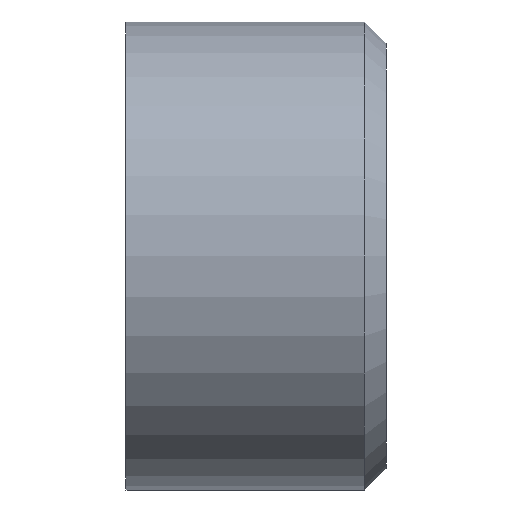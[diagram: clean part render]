
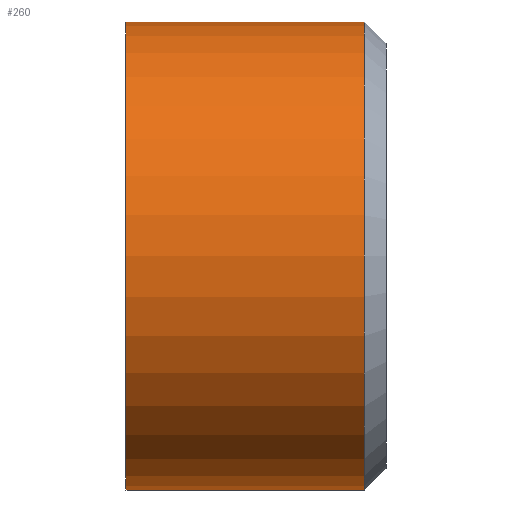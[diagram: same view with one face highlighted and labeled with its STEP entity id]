
A CAD part, left-side view. The second image highlights one B-rep face of the part: STEP entity #260.
In plain terms, the highlighted cylindrical face has radius 5.4 mm (diameter 10.8 mm), a partial arc.
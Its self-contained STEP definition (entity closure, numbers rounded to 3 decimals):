
#2 = VERTEX_POINT ( 'NONE', #170 ) ;
#4 = DIRECTION ( 'NONE',  ( 0., 1., 0. ) ) ;
#10 = CARTESIAN_POINT ( 'NONE',  ( 0., 0.5, -5.4 ) ) ;
#12 = CYLINDRICAL_SURFACE ( 'NONE', #147, 5.4 ) ;
#16 = DIRECTION ( 'NONE',  ( 0., 0., -1. ) ) ;
#20 = LINE ( 'NONE', #196, #296 ) ;
#22 = CARTESIAN_POINT ( 'NONE',  ( 0., 6., 0. ) ) ;
#23 = ORIENTED_EDGE ( 'NONE', *, *, #245, .F. ) ;
#55 = AXIS2_PLACEMENT_3D ( 'NONE', #207, #98, #16 ) ;
#67 = VERTEX_POINT ( 'NONE', #264 ) ;
#92 = VERTEX_POINT ( 'NONE', #10 ) ;
#98 = DIRECTION ( 'NONE',  ( 0., 1., 0. ) ) ;
#99 = CARTESIAN_POINT ( 'NONE',  ( 0., 36.057, 5.4 ) ) ;
#100 = CARTESIAN_POINT ( 'NONE',  ( 0., 36.057, 0. ) ) ;
#104 = VECTOR ( 'NONE', #285, 1000. ) ;
#113 = EDGE_CURVE ( 'NONE', #67, #198, #184, .T. ) ;
#142 = DIRECTION ( 'NONE',  ( 0., 0., 1. ) ) ;
#147 = AXIS2_PLACEMENT_3D ( 'NONE', #100, #186, #165 ) ;
#157 = ORIENTED_EDGE ( 'NONE', *, *, #113, .T. ) ;
#165 = DIRECTION ( 'NONE',  ( 0., 0., 1. ) ) ;
#170 = CARTESIAN_POINT ( 'NONE',  ( 0., 6., -5.4 ) ) ;
#184 = LINE ( 'NONE', #99, #104 ) ;
#186 = DIRECTION ( 'NONE',  ( 0., 1., 0. ) ) ;
#191 = CARTESIAN_POINT ( 'NONE',  ( 0., 6., 5.4 ) ) ;
#194 = AXIS2_PLACEMENT_3D ( 'NONE', #22, #225, #142 ) ;
#196 = CARTESIAN_POINT ( 'NONE',  ( 0., 36.057, -5.4 ) ) ;
#198 = VERTEX_POINT ( 'NONE', #191 ) ;
#201 = EDGE_LOOP ( 'NONE', ( #23, #254, #157, #276 ) ) ;
#207 = CARTESIAN_POINT ( 'NONE',  ( 0., 0.5, 0. ) ) ;
#225 = DIRECTION ( 'NONE',  ( 0., 1., 0. ) ) ;
#228 = FACE_OUTER_BOUND ( 'NONE', #201, .T. ) ;
#245 = EDGE_CURVE ( 'NONE', #92, #2, #20, .T. ) ;
#254 = ORIENTED_EDGE ( 'NONE', *, *, #291, .T. ) ;
#260 = ADVANCED_FACE ( 'NONE', ( #228 ), #12, .T. ) ;
#264 = CARTESIAN_POINT ( 'NONE',  ( 0., 0.5, 5.4 ) ) ;
#269 = EDGE_CURVE ( 'NONE', #2, #198, #284, .T. ) ;
#276 = ORIENTED_EDGE ( 'NONE', *, *, #269, .F. ) ;
#284 = CIRCLE ( 'NONE', #194, 5.4 ) ;
#285 = DIRECTION ( 'NONE',  ( 0., 1., 0. ) ) ;
#290 = CIRCLE ( 'NONE', #55, 5.4 ) ;
#291 = EDGE_CURVE ( 'NONE', #92, #67, #290, .T. ) ;
#296 = VECTOR ( 'NONE', #4, 1000. ) ;
